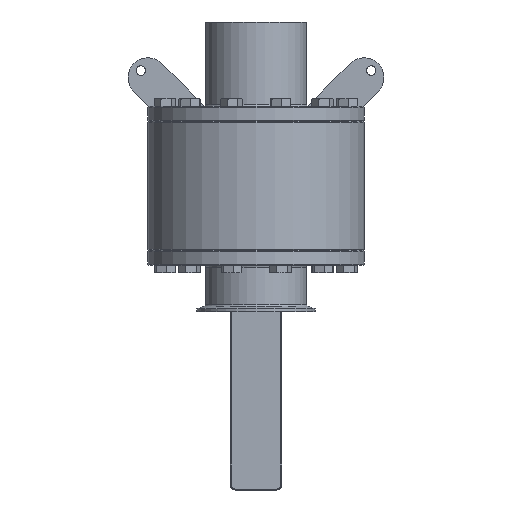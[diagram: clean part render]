
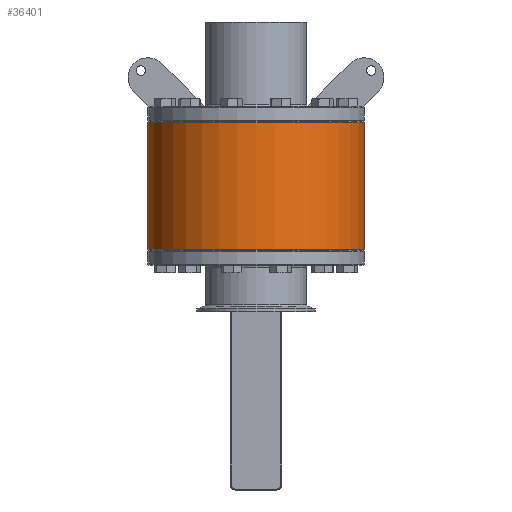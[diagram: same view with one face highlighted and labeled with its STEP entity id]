
A CAD part, front view. The second image highlights one B-rep face of the part: STEP entity #36401.
In plain terms, the highlighted cylindrical face has radius 109 mm (diameter 218 mm), a partial arc.
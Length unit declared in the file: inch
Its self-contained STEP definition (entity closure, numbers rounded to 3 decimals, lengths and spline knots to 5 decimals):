
#279 = DIRECTION ( 'NONE',  ( -1., 0., 0. ) ) ;
#1661 = LINE ( 'NONE', #48113, #52480 ) ;
#2469 = CARTESIAN_POINT ( 'NONE',  ( -4.29134, 0., -2.51969 ) ) ;
#2837 = CARTESIAN_POINT ( 'NONE',  ( 4.29134, 0., -2.51969 ) ) ;
#8973 = DIRECTION ( 'NONE',  ( 1., 0., 0. ) ) ;
#9885 = VERTEX_POINT ( 'NONE', #2469 ) ;
#12115 = EDGE_CURVE ( 'NONE', #19921, #17442, #47813, .T. ) ;
#13746 = ORIENTED_EDGE ( 'NONE', *, *, #35165, .F. ) ;
#16898 = CARTESIAN_POINT ( 'NONE',  ( -4.29134, 0., 2.51969 ) ) ;
#16915 = ORIENTED_EDGE ( 'NONE', *, *, #44789, .T. ) ;
#17177 = CARTESIAN_POINT ( 'NONE',  ( 0., 0., -2.51969 ) ) ;
#17442 = VERTEX_POINT ( 'NONE', #16898 ) ;
#18152 = AXIS2_PLACEMENT_3D ( 'NONE', #33692, #47686, #8973 ) ;
#19921 = VERTEX_POINT ( 'NONE', #24524 ) ;
#20025 = DIRECTION ( 'NONE',  ( 0., 0., 1. ) ) ;
#20142 = DIRECTION ( 'NONE',  ( 0., 0., -1. ) ) ;
#20253 = CYLINDRICAL_SURFACE ( 'NONE', #18152, 4.29134 ) ;
#20431 = CARTESIAN_POINT ( 'NONE',  ( -4.29134, 0., 4.9485 ) ) ;
#22771 = LINE ( 'NONE', #20431, #38093 ) ;
#24524 = CARTESIAN_POINT ( 'NONE',  ( 4.29134, 0., 2.51969 ) ) ;
#32539 = AXIS2_PLACEMENT_3D ( 'NONE', #58695, #20142, #279 ) ;
#33692 = CARTESIAN_POINT ( 'NONE',  ( 0., 0., 4.9485 ) ) ;
#35165 = EDGE_CURVE ( 'NONE', #9885, #17442, #22771, .T. ) ;
#36401 = ADVANCED_FACE ( 'NONE', ( #44838 ), #20253, .T. ) ;
#37068 = VERTEX_POINT ( 'NONE', #2837 ) ;
#38093 = VECTOR ( 'NONE', #20025, 39.37008 ) ;
#44541 = EDGE_CURVE ( 'NONE', #9885, #37068, #59528, .T. ) ;
#44789 = EDGE_CURVE ( 'NONE', #37068, #19921, #1661, .T. ) ;
#44838 = FACE_OUTER_BOUND ( 'NONE', #46696, .T. ) ;
#46696 = EDGE_LOOP ( 'NONE', ( #13746, #48153, #16915, #50892 ) ) ;
#47686 = DIRECTION ( 'NONE',  ( 0., 0., 1. ) ) ;
#47813 = CIRCLE ( 'NONE', #32539, 4.29134 ) ;
#48113 = CARTESIAN_POINT ( 'NONE',  ( 4.29134, 0., 4.9485 ) ) ;
#48153 = ORIENTED_EDGE ( 'NONE', *, *, #44541, .T. ) ;
#50892 = ORIENTED_EDGE ( 'NONE', *, *, #12115, .T. ) ;
#52480 = VECTOR ( 'NONE', #53936, 39.37008 ) ;
#53936 = DIRECTION ( 'NONE',  ( 0., 0., 1. ) ) ;
#58695 = CARTESIAN_POINT ( 'NONE',  ( 0., 0., 2.51969 ) ) ;
#59528 = CIRCLE ( 'NONE', #60459, 4.29134 ) ;
#60459 = AXIS2_PLACEMENT_3D ( 'NONE', #17177, #61573, #60925 ) ;
#60925 = DIRECTION ( 'NONE',  ( 1., 0., 0. ) ) ;
#61573 = DIRECTION ( 'NONE',  ( 0., 0., 1. ) ) ;
